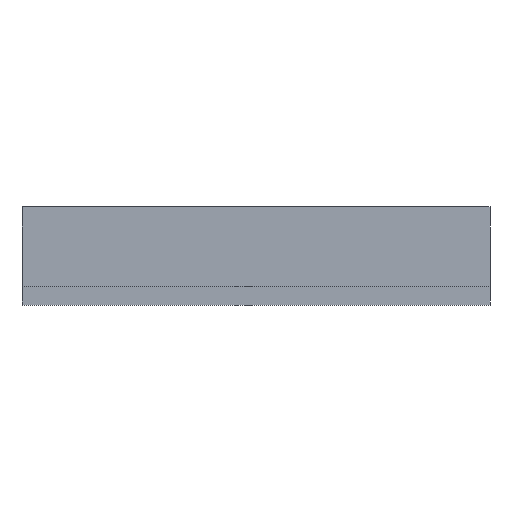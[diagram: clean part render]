
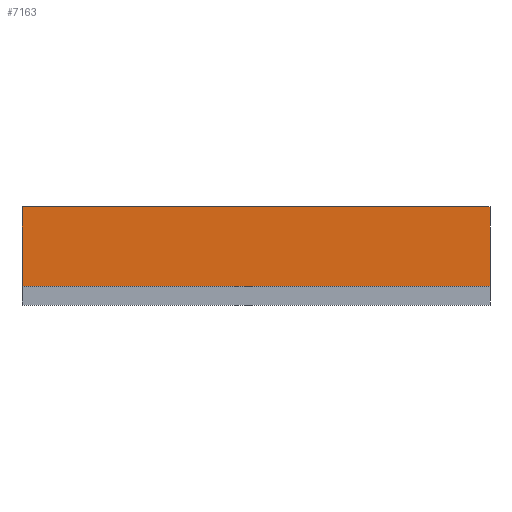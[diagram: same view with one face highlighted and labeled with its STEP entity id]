
A CAD part, front view. The second image highlights one B-rep face of the part: STEP entity #7163.
In plain terms, the highlighted planar face has unit normal (0, 1, 0).
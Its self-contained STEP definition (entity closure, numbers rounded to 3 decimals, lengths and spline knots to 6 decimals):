
#400=ORIENTED_EDGE('',*,*,#2945,.F.);
#401=ORIENTED_EDGE('',*,*,#2946,.T.);
#402=ORIENTED_EDGE('',*,*,#2947,.T.);
#403=ORIENTED_EDGE('',*,*,#2948,.F.);
#2945=EDGE_CURVE('',#4464,#4465,#23555,.T.);
#2946=EDGE_CURVE('',#4464,#4466,#23556,.T.);
#2947=EDGE_CURVE('',#4466,#4467,#23557,.T.);
#2948=EDGE_CURVE('',#4465,#4467,#23558,.T.);
#4464=VERTEX_POINT('',#42639);
#4465=VERTEX_POINT('',#42640);
#4466=VERTEX_POINT('',#42642);
#4467=VERTEX_POINT('',#42644);
#5512=EDGE_LOOP('',(#400,#401,#402,#403));
#6087=FACE_BOUND('',#5512,.T.);
#6626=PLANE('',#32892);
#7163=ADVANCED_FACE('',(#6087),#6626,.F.);
#23555=LINE('',#42638,#26314);
#23556=LINE('',#42641,#26315);
#23557=LINE('',#42643,#26316);
#23558=LINE('',#42645,#26317);
#26314=VECTOR('',#37172,1.);
#26315=VECTOR('',#37173,1.);
#26316=VECTOR('',#37174,1.);
#26317=VECTOR('',#37175,1.);
#32892=AXIS2_PLACEMENT_3D('',#42637,#37170,#37171);
#37170=DIRECTION('',(0.,-1.,0.));
#37171=DIRECTION('',(1.,0.,0.));
#37172=DIRECTION('',(1.,0.,0.));
#37173=DIRECTION('',(0.,0.,1.));
#37174=DIRECTION('',(1.,0.,0.));
#37175=DIRECTION('',(0.,0.,1.));
#42637=CARTESIAN_POINT('',(0.,0.,0.0002));
#42638=CARTESIAN_POINT('',(0.,0.,0.0002));
#42639=CARTESIAN_POINT('',(0.,0.,0.0002));
#42640=CARTESIAN_POINT('',(0.005,0.,0.0002));
#42641=CARTESIAN_POINT('',(0.,0.,0.0002));
#42642=CARTESIAN_POINT('',(0.,0.,0.00105));
#42643=CARTESIAN_POINT('',(0.,0.,0.00105));
#42644=CARTESIAN_POINT('',(0.005,0.,0.00105));
#42645=CARTESIAN_POINT('',(0.005,0.,0.0002));
